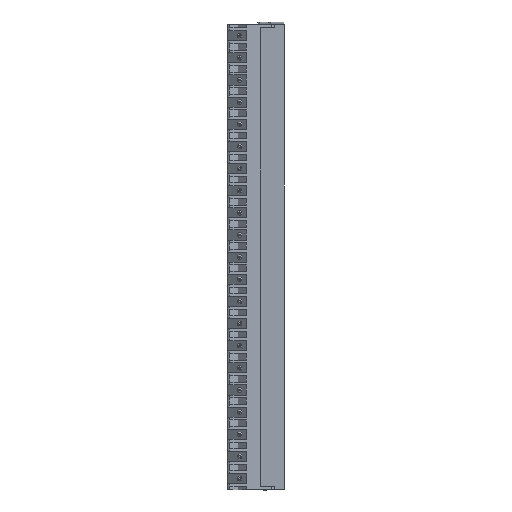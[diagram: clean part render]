
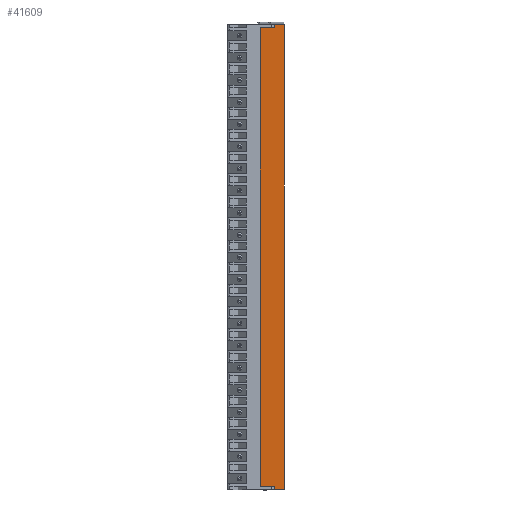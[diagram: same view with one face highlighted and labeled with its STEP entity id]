
A CAD part, front view. The second image highlights one B-rep face of the part: STEP entity #41609.
In plain terms, the highlighted planar face has unit normal (0.82, -0.572, 0).
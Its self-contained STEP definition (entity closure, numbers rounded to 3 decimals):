
#64=DIRECTION('',(0.572,0.82,0.));
#65=VECTOR('',#64,4.018);
#66=CARTESIAN_POINT('',(6.25,4.448,102.5));
#67=LINE('',#66,#65);
#8805=DIRECTION('',(0.572,0.82,0.));
#8806=VECTOR('',#8805,5.425);
#8807=CARTESIAN_POINT('',(3.145,0.,101.8));
#8808=LINE('',#8807,#8806);
#8809=DIRECTION('',(0.,0.,-1.));
#8810=VECTOR('',#8809,0.7);
#8811=CARTESIAN_POINT('',(6.25,4.448,102.5));
#8812=LINE('',#8811,#8810);
#8813=DIRECTION('',(0.,0.,1.));
#8814=VECTOR('',#8813,0.7);
#8815=CARTESIAN_POINT('',(6.25,4.448,-2.5));
#8816=LINE('',#8815,#8814);
#8817=DIRECTION('',(0.572,0.82,0.));
#8818=VECTOR('',#8817,5.425);
#8819=CARTESIAN_POINT('',(3.145,0.,-1.8));
#8820=LINE('',#8819,#8818);
#8821=DIRECTION('',(0.,0.,-1.));
#8822=VECTOR('',#8821,103.6);
#8823=CARTESIAN_POINT('',(3.145,0.,101.8));
#8824=LINE('',#8823,#8822);
#8838=DIRECTION('',(0.,0.,-1.));
#8839=VECTOR('',#8838,105.);
#8840=CARTESIAN_POINT('',(8.55,7.743,102.5));
#8841=LINE('',#8840,#8839);
#8927=DIRECTION('',(0.572,0.82,0.));
#8928=VECTOR('',#8927,4.018);
#8929=CARTESIAN_POINT('',(6.25,4.448,-2.5));
#8930=LINE('',#8929,#8928);
#24186=CARTESIAN_POINT('',(8.55,7.743,102.5));
#24188=VERTEX_POINT('',#24186);
#24210=CARTESIAN_POINT('',(8.55,7.743,-2.5));
#24212=VERTEX_POINT('',#24210);
#24846=CARTESIAN_POINT('',(3.145,0.,-1.8));
#24847=CARTESIAN_POINT('',(6.25,4.448,-1.8));
#24848=VERTEX_POINT('',#24846);
#24849=VERTEX_POINT('',#24847);
#24850=CARTESIAN_POINT('',(6.25,4.448,-2.5));
#24851=VERTEX_POINT('',#24850);
#24860=CARTESIAN_POINT('',(3.145,0.,101.8));
#24861=CARTESIAN_POINT('',(6.25,4.448,101.8));
#24862=VERTEX_POINT('',#24860);
#24863=VERTEX_POINT('',#24861);
#24864=CARTESIAN_POINT('',(6.25,4.448,102.5));
#24865=VERTEX_POINT('',#24864);
#41589=CARTESIAN_POINT('',(3.145,0.,102.5));
#41590=DIRECTION('',(0.82,-0.572,0.));
#41591=DIRECTION('',(0.572,0.82,0.));
#41592=AXIS2_PLACEMENT_3D('',#41589,#41590,#41591);
#41593=PLANE('',#41592);
#41595=ORIENTED_EDGE('',*,*,#41594,.T.);
#41596=ORIENTED_EDGE('',*,*,#41580,.F.);
#41597=ORIENTED_EDGE('',*,*,#31335,.T.);
#41599=ORIENTED_EDGE('',*,*,#41598,.T.);
#41601=ORIENTED_EDGE('',*,*,#41600,.F.);
#41603=ORIENTED_EDGE('',*,*,#41602,.T.);
#41605=ORIENTED_EDGE('',*,*,#41604,.F.);
#41606=ORIENTED_EDGE('',*,*,#41214,.F.);
#41607=EDGE_LOOP('',(#41595,#41596,#41597,#41599,#41601,#41603,#41605,#41606));
#41608=FACE_OUTER_BOUND('',#41607,.F.);
#31335=EDGE_CURVE('',#24865,#24188,#67,.T.);
#41214=EDGE_CURVE('',#24862,#24848,#8824,.T.);
#41580=EDGE_CURVE('',#24865,#24863,#8812,.T.);
#41594=EDGE_CURVE('',#24862,#24863,#8808,.T.);
#41598=EDGE_CURVE('',#24188,#24212,#8841,.T.);
#41600=EDGE_CURVE('',#24851,#24212,#8930,.T.);
#41602=EDGE_CURVE('',#24851,#24849,#8816,.T.);
#41604=EDGE_CURVE('',#24848,#24849,#8820,.T.);
#41609=ADVANCED_FACE('',(#41608),#41593,.T.);
